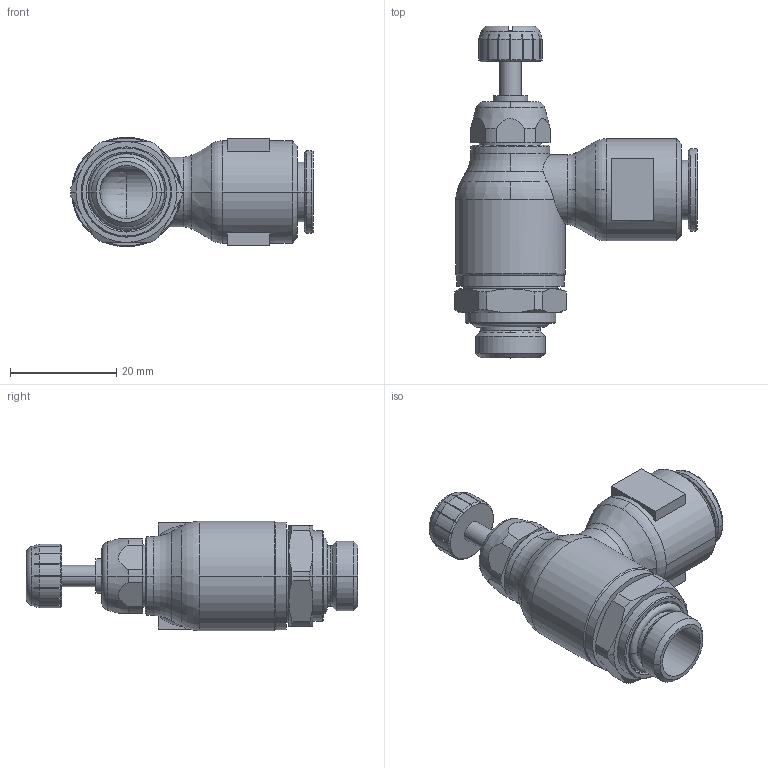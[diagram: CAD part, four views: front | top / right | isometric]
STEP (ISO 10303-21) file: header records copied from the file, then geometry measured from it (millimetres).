
FILE_DESCRIPTION(('STEP AP214'),'1');
FILE_NAME('7100_10_13.stp','2016-07-07T14:52:49',('TraceParts'),('TraceParts S.A.'),'Spatial InterOp 3D',' ',' ');
FILE_SCHEMA(('automotive_design'));
Length unit declared in the file: millimetre
Products named in the file (1): 1
Bounding box: 45.7 x 62.5 x 20.65 mm (x, y, z)
Volume: 13988.3 mm3; surface area: 7944.1 mm2
Topology: 1 solids, 2 shells, 240 faces, 618 edges, 393 vertices
Faces by surface type: plane 90, cylinder 68, cone 54, torus 27, sphere 1
Entity records: 7618 total; most frequent: CARTESIAN_POINT 1874, DIRECTION 1251, ORIENTED_EDGE 1232, EDGE_CURVE 616, AXIS2_PLACEMENT_3D 518, VERTEX_POINT 393, CIRCLE 275, EDGE_LOOP 257
